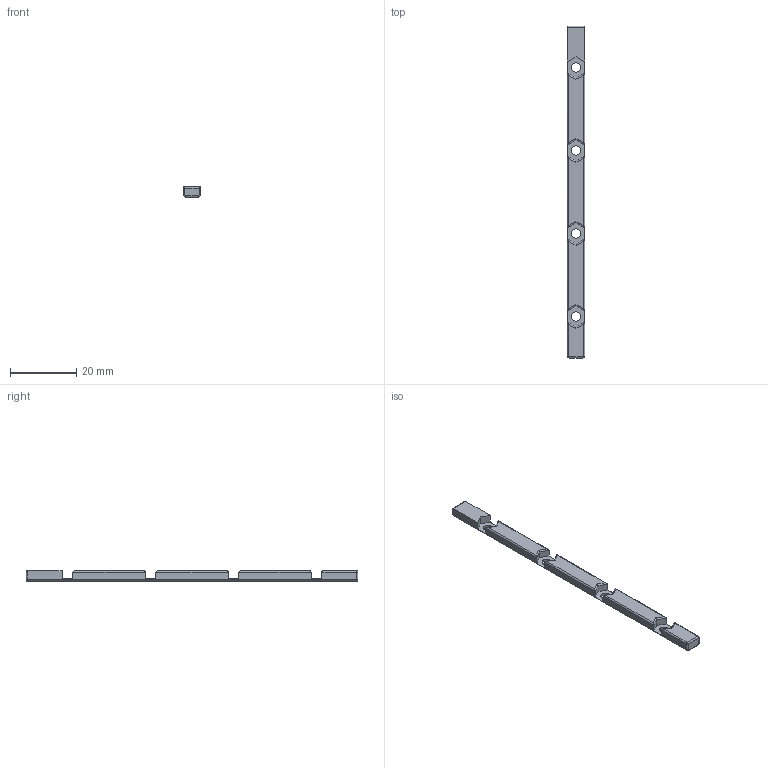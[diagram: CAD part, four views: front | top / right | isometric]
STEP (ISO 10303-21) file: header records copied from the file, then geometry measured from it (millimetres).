
FILE_DESCRIPTION(/* description */ (''),/* implementation_level */ '2;1');
FILE_NAME(/* name */ 'B-1515_Tee_Nut_8-X.stp',/* time_stamp */ '2020-11-21T19:30:30-08:00',/* author */ (''),/* organization */ (''),/* preprocessor_version */ 'ST-DEVELOPER v18.1',/* originating_system */ 'Autodesk Translation Framework v9.3.0.1241',/* authorisation */ '');
FILE_SCHEMA (('AUTOMOTIVE_DESIGN { 1 0 10303 214 3 1 1 }'));
Length unit declared in the file: millimetre
Products named in the file (1): 1515 Nut Carrier MGN12
Bounding box: 5.3 x 100 x 3.2 mm (x, y, z)
Volume: 1372 mm3; surface area: 1648 mm2
Topology: 1 solids, 1 shells, 72 faces, 173 edges, 103 vertices
Faces by surface type: cylinder 38, plane 32, sphere 2
Full cylindrical faces by diameter (mm): 2.8 x4
Entity records: 2091 total; most frequent: DIRECTION 364, CARTESIAN_POINT 349, ORIENTED_EDGE 346, EDGE_CURVE 173, LINE 128, VECTOR 128, AXIS2_PLACEMENT_3D 118, VERTEX_POINT 103
